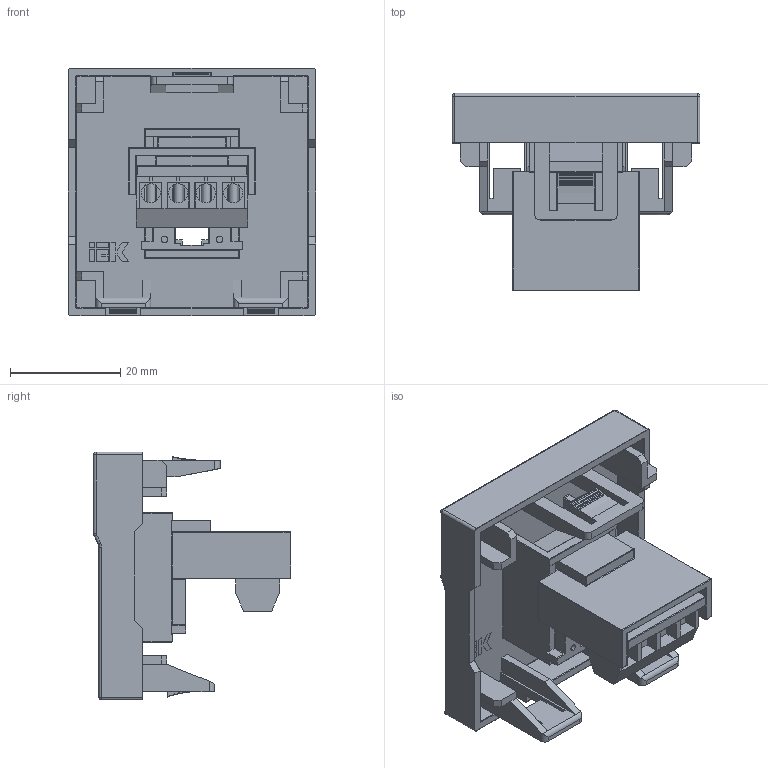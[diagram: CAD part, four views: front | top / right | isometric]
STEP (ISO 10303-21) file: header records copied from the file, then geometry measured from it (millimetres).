
FILE_DESCRIPTION (( 'STEP AP203' ), '1' );
FILE_NAME ('CKK-40D-RT2-K01 ÐÊÔ-20-00-Ï Ðîçåòêà òåëåôîííàÿ RJ-11 êàò.3 (íà 2 ìîäóëÿ) ÏÐÀÉÌÅÐ áåëàÿ IEK.STEP', '2016-07-05T13:14:46', ( '' ), ( '' ), 'SwSTEP 2.0', 'SolidWorks 2014', '' );
FILE_SCHEMA (( 'CONFIG_CONTROL_DESIGN' ));
Length unit declared in the file: millimetre
Products named in the file (1): CKK-40D-RT2-K01 ÐÊÔ-20-00-Ï Ðîçåòêà òåëåôîííàÿ RJ-11 êàò.3 (íà 2 ìîäóëÿ) ÏÐÀÉÌÅÐ áåëàÿ IEK
Bounding box: 45 x 35.8 x 45 mm (x, y, z)
Volume: 11826.1 mm3; surface area: 15095.8 mm2
Topology: 1 solids, 1 shells, 795 faces, 2135 edges, 1325 vertices
Faces by surface type: plane 488, cylinder 226, torus 52, cone 16, sphere 13
Entity records: 24726 total; most frequent: CARTESIAN_POINT 4854, ORIENTED_EDGE 4246, DIRECTION 4021, EDGE_CURVE 2123, LINE 1509, VECTOR 1509, VERTEX_POINT 1325, AXIS2_PLACEMENT_3D 1256
